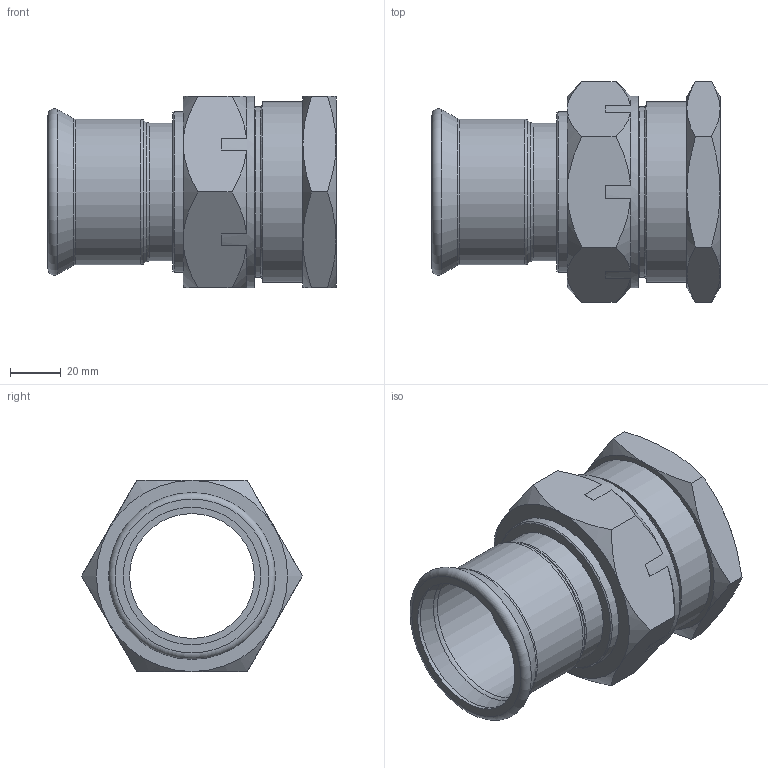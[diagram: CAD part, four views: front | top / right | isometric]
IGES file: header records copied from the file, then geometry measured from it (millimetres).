
Global section: file name: No Iges File Name specified; native system: Autodesk Inventor 2012; preprocessor: AutoDesk Inventor Iges Exporter R2012; author: aporro; date: 20130604.113414; units: millimetre
Bounding box: 113 x 86.6 x 75.18 mm (x, y, z)
Volume: 138606.1 mm3; surface area: 60240.9 mm2
Topology: 2 solids, 2 shells, 86 faces, 184 edges, 112 vertices
Faces by surface type: plane 32, cone 28, revolution 16, cylinder 7, torus 3
Full cylindrical faces by diameter (mm): 54 x1, 57 x1, 63 x2, 67 x1, 71 x1, 75.184 x1
